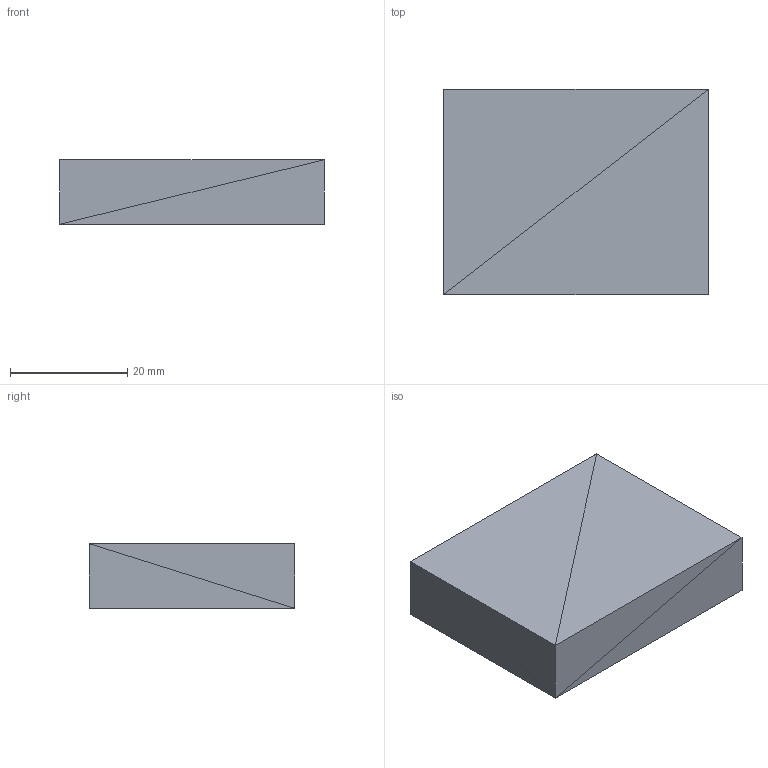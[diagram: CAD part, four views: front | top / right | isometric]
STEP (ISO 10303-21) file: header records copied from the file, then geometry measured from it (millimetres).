
FILE_DESCRIPTION(('FreeCAD Model'),'2;1');
FILE_NAME('Open CASCADE Shape Model','2023-10-31T11:48:01',('Author'),( ''),'Open CASCADE STEP processor 7.6','FreeCAD','Unknown');
FILE_SCHEMA(('AUTOMOTIVE_DESIGN { 1 0 10303 214 1 1 1 1 }'));
Length unit declared in the file: millimetre
Products named in the file (1): ArduinoNanoHolder001
Bounding box: 45 x 35 x 11 mm (x, y, z)
Surface area: 5805.1 mm2 (no closed solid volume)
Topology: 0 solids, 60 shells, 60 faces, 180 edges, 180 vertices
Faces by surface type: plane 60
Entity records: 3859 total; most frequent: CARTESIAN_POINT 601, DIRECTION 482, LINE 360, VECTOR 360, ORIENTED_EDGE 180, EDGE_CURVE 180, VERTEX_POINT 180, SURFACE_CURVE 180
